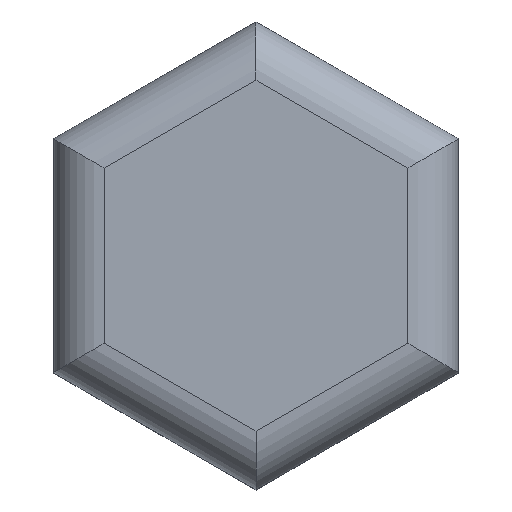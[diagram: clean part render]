
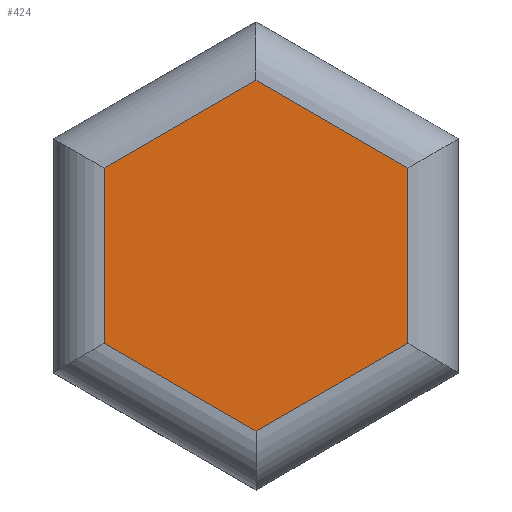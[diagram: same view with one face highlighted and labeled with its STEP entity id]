
A CAD part, top view. The second image highlights one B-rep face of the part: STEP entity #424.
In plain terms, the highlighted planar face has unit normal (0, 0, 1).
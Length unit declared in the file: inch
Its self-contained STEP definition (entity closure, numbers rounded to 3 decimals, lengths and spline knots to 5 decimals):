
#79=CARTESIAN_POINT('',(-0.375,-0.21651,0.875));
#80=VERTEX_POINT('',#79);
#81=CARTESIAN_POINT('',(-0.375,0.21651,0.875));
#82=VERTEX_POINT('',#81);
#83=CARTESIAN_POINT('',(-0.375,-0.21651,0.875));
#84=DIRECTION('',(0.0,1.0,0.0));
#85=VECTOR('',#84,0.43301);
#86=LINE('',#83,#85);
#87=EDGE_CURVE('',#80,#82,#86,.T.);
#121=CARTESIAN_POINT('',(0.,0.43301,0.875));
#122=VERTEX_POINT('',#121);
#123=CARTESIAN_POINT('',(-0.375,0.21651,0.875));
#124=DIRECTION('',(0.866,0.5,0.0));
#125=VECTOR('',#124,0.43301);
#126=LINE('',#123,#125);
#127=EDGE_CURVE('',#82,#122,#126,.T.);
#153=CARTESIAN_POINT('',(0.375,0.21651,0.875));
#154=VERTEX_POINT('',#153);
#155=CARTESIAN_POINT('',(0.,0.43301,0.875));
#156=DIRECTION('',(0.866,-0.5,0.0));
#157=VECTOR('',#156,0.43301);
#158=LINE('',#155,#157);
#159=EDGE_CURVE('',#122,#154,#158,.T.);
#185=CARTESIAN_POINT('',(0.375,-0.21651,0.875));
#186=VERTEX_POINT('',#185);
#187=CARTESIAN_POINT('',(0.375,0.21651,0.875));
#188=DIRECTION('',(0.0,-1.0,0.0));
#189=VECTOR('',#188,0.43301);
#190=LINE('',#187,#189);
#191=EDGE_CURVE('',#154,#186,#190,.T.);
#226=CARTESIAN_POINT('',(0.,-0.43301,0.875));
#227=VERTEX_POINT('',#226);
#228=CARTESIAN_POINT('',(0.375,-0.21651,0.875));
#229=DIRECTION('',(-0.866,-0.5,0.0));
#230=VECTOR('',#229,0.43301);
#231=LINE('',#228,#230);
#232=EDGE_CURVE('',#186,#227,#231,.T.);
#256=CARTESIAN_POINT('',(0.,-0.43301,0.875));
#257=DIRECTION('',(-0.866,0.5,0.0));
#258=VECTOR('',#257,0.43301);
#259=LINE('',#256,#258);
#260=EDGE_CURVE('',#227,#80,#259,.T.);
#411=CARTESIAN_POINT('',(0.14657,0.,0.875));
#412=DIRECTION('',(0.0,0.0,1.0));
#413=DIRECTION('',(1.0,0.0,0.0));
#414=AXIS2_PLACEMENT_3D('',#411,#412,#413);
#415=PLANE('',#414);
#416=ORIENTED_EDGE('',*,*,#87,.F.);
#417=ORIENTED_EDGE('',*,*,#260,.F.);
#418=ORIENTED_EDGE('',*,*,#232,.F.);
#419=ORIENTED_EDGE('',*,*,#191,.F.);
#420=ORIENTED_EDGE('',*,*,#159,.F.);
#421=ORIENTED_EDGE('',*,*,#127,.F.);
#422=EDGE_LOOP('',(#416,#417,#418,#419,#420,#421));
#423=FACE_OUTER_BOUND('',#422,.T.);
#424=ADVANCED_FACE('',(#423),#415,.T.);
